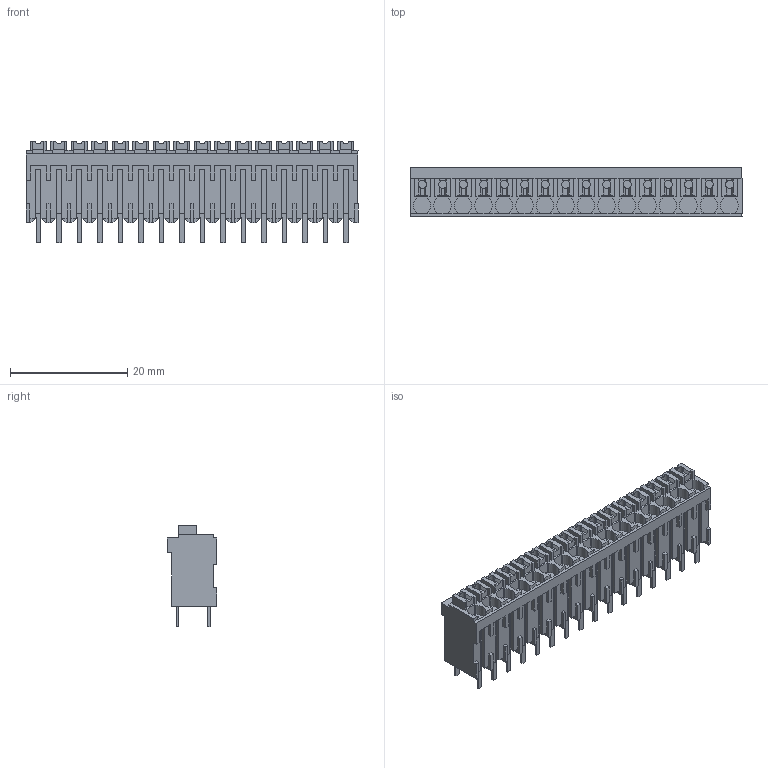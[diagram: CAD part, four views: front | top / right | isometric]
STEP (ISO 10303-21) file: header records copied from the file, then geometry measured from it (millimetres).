
FILE_DESCRIPTION(('CATIA V5 STEP Exchange','CAx-IF Rec.Pracs.--- Model Styling and Organization---1.2---2011-12-15'),'2;1');
FILE_NAME ('D1457905_0_1870510000_1870510000.stp','2018-03-20T06:11:57+00:00',('none'),('Weidmueller'),'CATIA Version 5-6 Release 2014','CATIA V5 STEP AP214','none');
FILE_SCHEMA(('AUTOMOTIVE_DESIGN { 1 0 10303 214 1 1 1 1 }'));
Length unit declared in the file: millimetre
Products named in the file (1): 1870510000
Bounding box: 56.7 x 8.5 x 17.42 mm (x, y, z)
Volume: 4471.2 mm3; surface area: 5124.1 mm2
Topology: 49 solids, 49 shells, 1296 faces, 3729 edges, 2515 vertices
Faces by surface type: plane 1232, cylinder 64
Entity records: 41021 total; most frequent: CARTESIAN_POINT 8121, ORIENTED_EDGE 7458, DIRECTION 5337, EDGE_CURVE 3729, VECTOR 3473, LINE 3473, VERTEX_POINT 2515, EDGE_LOOP 1312
